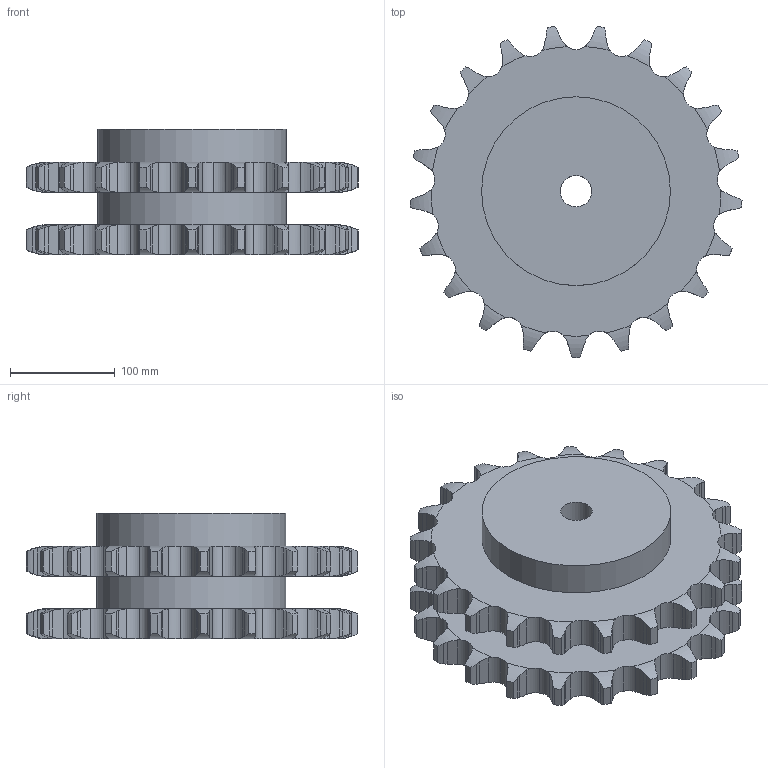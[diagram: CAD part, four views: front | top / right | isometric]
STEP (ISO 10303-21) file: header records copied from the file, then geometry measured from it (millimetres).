
FILE_DESCRIPTION(('FreeCAD Model'),'2;1');
FILE_NAME('Open CASCADE Shape Model','2021-09-04T19:03:08',('FreeCAD'),( 'FreeCAD'),'Open CASCADE STEP processor 7.4','FreeCAD','Unknown');
FILE_SCHEMA(('AUTOMOTIVE_DESIGN { 1 0 10303 214 1 1 1 1 }'));
Products named in the file (1): Open CASCADE STEP translator 7.4 14
Bounding box: 316.55 x 315.7 x 120 mm (x, y, z)
Volume: 5236852.4 mm3; surface area: 332929.6 mm2
Topology: 1 solids, 1 shells, 475 faces, 1408 edges, 939 vertices
Faces by surface type: cylinder 297, plane 90, torus 88
Full cylindrical faces by diameter (mm): 30 x1, 180 x2
Entity records: 43621 total; most frequent: CARTESIAN_POINT 19679, DIRECTION 3305, ORIENTED_EDGE 2816, PCURVE 2816, DEFINITIONAL_REPRESENTATION 2816, B_SPLINE_CURVE_WITH_KNOTS 2028, LINE 1581, VECTOR 1581
